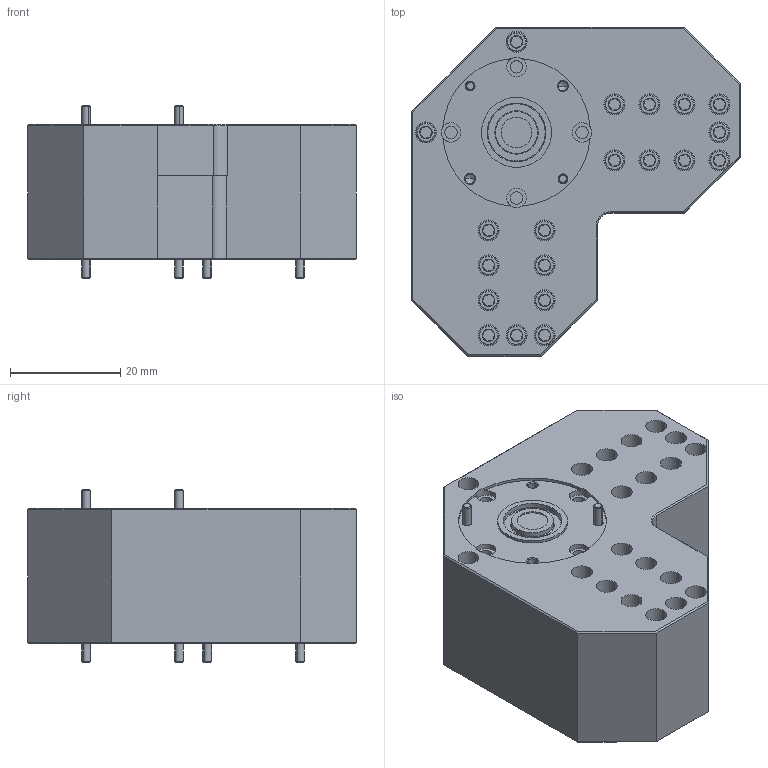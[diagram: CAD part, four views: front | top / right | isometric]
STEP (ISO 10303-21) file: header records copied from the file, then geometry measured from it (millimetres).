
FILE_DESCRIPTION (( 'STEP AP203' ), '1' );
FILE_NAME ('AT-QC-219-N-A.STEP', '2025-09-02T22:07:54', ( '' ), ( '' ), 'SwSTEP 2.0', 'SolidWorks 2021', '' );
FILE_SCHEMA (( 'CONFIG_CONTROL_DESIGN' ));
Length unit declared in the file: inch
Products named in the file (1): AT-QC-219-N-A
Bounding box: 59.69 x 59.69 x 31.37 mm (x, y, z)
Volume: 61122.4 mm3; surface area: 13910.1 mm2
Topology: 3 solids, 6 shells, 1072 faces, 2214 edges, 1275 vertices
Faces by surface type: cone 408, plane 392, cylinder 260, torus 12
Entity records: 28705 total; most frequent: CARTESIAN_POINT 5800, DIRECTION 5118, ORIENTED_EDGE 4408, EDGE_CURVE 2204, AXIS2_PLACEMENT_3D 2065, VERTEX_POINT 1275, EDGE_LOOP 1203, ADVANCED_FACE 1072
